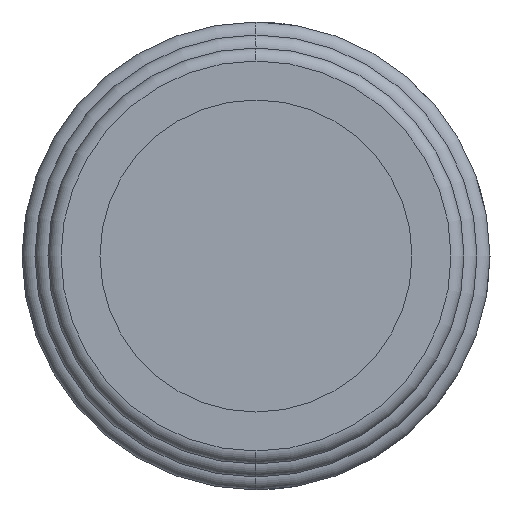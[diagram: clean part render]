
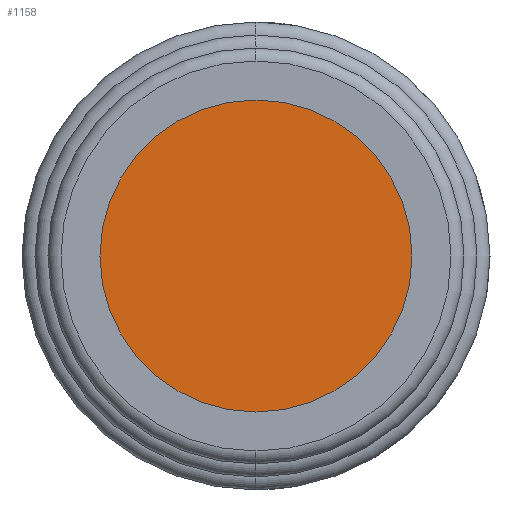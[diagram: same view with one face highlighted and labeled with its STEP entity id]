
A CAD part, left-side view. The second image highlights one B-rep face of the part: STEP entity #1158.
In plain terms, the highlighted planar face has unit normal (-1, 0, 0).
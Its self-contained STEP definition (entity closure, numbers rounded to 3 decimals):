
#511=CARTESIAN_POINT('',(-102.5,0.,0.));
#512=DIRECTION('',(-1.,0.,0.));
#513=DIRECTION('',(0.,1.,0.));
#514=AXIS2_PLACEMENT_3D('',#511,#512,#513);
#519=CARTESIAN_POINT('',(-102.5,0.,0.));
#520=DIRECTION('',(-1.,0.,0.));
#521=DIRECTION('',(0.,-1.,0.));
#522=AXIS2_PLACEMENT_3D('',#519,#520,#521);
#598=CARTESIAN_POINT('',(-102.5,6.,0.));
#599=CARTESIAN_POINT('',(-102.5,-6.,0.));
#600=VERTEX_POINT('',#598);
#601=VERTEX_POINT('',#599);
#1149=CARTESIAN_POINT('',(-102.5,0.,0.));
#1150=DIRECTION('',(-1.,0.,0.));
#1151=DIRECTION('',(0.,1.,0.));
#1152=AXIS2_PLACEMENT_3D('',#1149,#1150,#1151);
#1153=PLANE('',#1152);
#1154=ORIENTED_EDGE('',*,*,#1105,.F.);
#1155=ORIENTED_EDGE('',*,*,#1131,.F.);
#1156=EDGE_LOOP('',(#1154,#1155));
#1157=FACE_OUTER_BOUND('',#1156,.F.);
#1158=ADVANCED_FACE('',(#1157),#1153,.T.);
#515=CIRCLE('',#514,6.);
#523=CIRCLE('',#522,6.);
#1105=EDGE_CURVE('',#600,#601,#515,.T.);
#1131=EDGE_CURVE('',#601,#600,#523,.T.);
